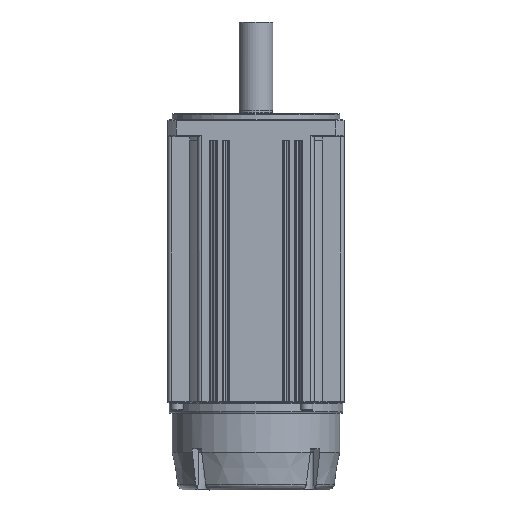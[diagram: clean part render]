
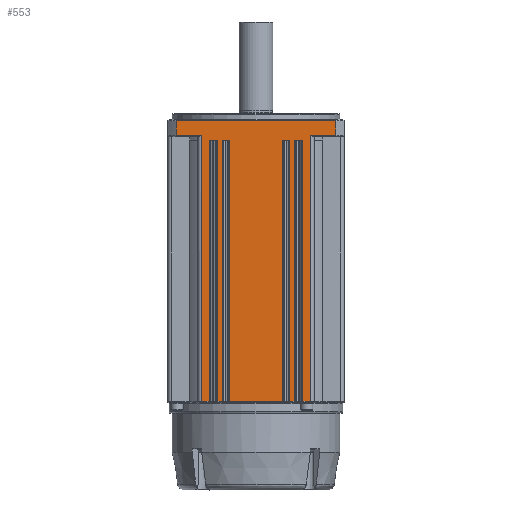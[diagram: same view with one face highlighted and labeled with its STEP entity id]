
A CAD part, left-side view. The second image highlights one B-rep face of the part: STEP entity #553.
In plain terms, the highlighted planar face has unit normal (-1, 0, 0).
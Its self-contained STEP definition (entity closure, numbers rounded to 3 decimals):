
#83=CARTESIAN_POINT('',(-50.,45.346,28.25));
#84=VERTEX_POINT('',#83);
#151=CARTESIAN_POINT('',(-50.,31.,28.25));
#152=VERTEX_POINT('',#151);
#166=CARTESIAN_POINT('',(-50.,31.,28.25));
#167=DIRECTION('',(0.,1.,0.));
#168=VECTOR('',#167,14.346);
#169=LINE('',#166,#168);
#170=EDGE_CURVE('',#152,#84,#169,.T.);
#350=CARTESIAN_POINT('',(-50.,31.,-122.7));
#351=VERTEX_POINT('',#350);
#359=CARTESIAN_POINT('',(-50.,31.,28.25));
#360=DIRECTION('',(0.,0.,-1.));
#361=VECTOR('',#360,150.95);
#362=LINE('',#359,#361);
#363=EDGE_CURVE('',#152,#351,#362,.T.);
#370=CARTESIAN_POINT('',(-50.,0.,-38.99));
#371=DIRECTION('',(0.,0.,1.));
#372=DIRECTION('',(-1.,0.,0.));
#373=AXIS2_PLACEMENT_3D('',#370,#372,#371);
#374=PLANE('',#373);
#375=CARTESIAN_POINT('',(-50.,-45.346,36.45));
#376=VERTEX_POINT('',#375);
#377=CARTESIAN_POINT('',(-50.,45.346,36.45));
#378=VERTEX_POINT('',#377);
#379=CARTESIAN_POINT('',(-50.,-45.346,36.45));
#380=DIRECTION('',(0.,1.,0.));
#381=VECTOR('',#380,90.692);
#382=LINE('',#379,#381);
#383=EDGE_CURVE('',#376,#378,#382,.T.);
#384=ORIENTED_EDGE('',*,*,#383,.T.);
#385=CARTESIAN_POINT('',(-50.,45.346,36.45));
#386=DIRECTION('',(0.,0.,-1.));
#387=VECTOR('',#386,8.2);
#388=LINE('',#385,#387);
#389=EDGE_CURVE('',#378,#84,#388,.T.);
#390=ORIENTED_EDGE('',*,*,#389,.T.);
#391=ORIENTED_EDGE('',*,*,#170,.F.);
#392=ORIENTED_EDGE('',*,*,#363,.T.);
#393=CARTESIAN_POINT('',(-50.,26.525,-122.7));
#394=VERTEX_POINT('',#393);
#395=CARTESIAN_POINT('',(-50.,26.525,-122.7));
#396=DIRECTION('',(0.,1.,0.));
#397=VECTOR('',#396,4.475);
#398=LINE('',#395,#397);
#399=EDGE_CURVE('',#394,#351,#398,.T.);
#400=ORIENTED_EDGE('',*,*,#399,.F.);
#401=CARTESIAN_POINT('',(-50.,26.525,25.45));
#402=VERTEX_POINT('',#401);
#403=CARTESIAN_POINT('',(-50.,26.525,25.45));
#404=DIRECTION('',(0.,0.,-1.));
#405=VECTOR('',#404,148.15);
#406=LINE('',#403,#405);
#407=EDGE_CURVE('',#402,#394,#406,.T.);
#408=ORIENTED_EDGE('',*,*,#407,.F.);
#409=CARTESIAN_POINT('',(-50.,21.671,25.45));
#410=VERTEX_POINT('',#409);
#411=CARTESIAN_POINT('',(-50.,26.525,25.45));
#412=DIRECTION('',(0.,-1.,0.));
#413=VECTOR('',#412,4.854);
#414=LINE('',#411,#413);
#415=EDGE_CURVE('',#402,#410,#414,.T.);
#416=ORIENTED_EDGE('',*,*,#415,.T.);
#417=CARTESIAN_POINT('',(-50.,21.671,-122.7));
#418=VERTEX_POINT('',#417);
#419=CARTESIAN_POINT('',(-50.,21.671,25.45));
#420=DIRECTION('',(0.,0.,-1.));
#421=VECTOR('',#420,148.15);
#422=LINE('',#419,#421);
#423=EDGE_CURVE('',#410,#418,#422,.T.);
#424=ORIENTED_EDGE('',*,*,#423,.T.);
#425=CARTESIAN_POINT('',(-50.,18.864,-122.7));
#426=VERTEX_POINT('',#425);
#427=CARTESIAN_POINT('',(-50.,18.864,-122.7));
#428=DIRECTION('',(0.,1.,0.));
#429=VECTOR('',#428,2.808);
#430=LINE('',#427,#429);
#431=EDGE_CURVE('',#426,#418,#430,.T.);
#432=ORIENTED_EDGE('',*,*,#431,.F.);
#433=CARTESIAN_POINT('',(-50.,18.864,25.45));
#434=VERTEX_POINT('',#433);
#435=CARTESIAN_POINT('',(-50.,18.864,25.45));
#436=DIRECTION('',(0.,0.,-1.));
#437=VECTOR('',#436,148.15);
#438=LINE('',#435,#437);
#439=EDGE_CURVE('',#434,#426,#438,.T.);
#440=ORIENTED_EDGE('',*,*,#439,.F.);
#441=CARTESIAN_POINT('',(-50.,15.185,25.45));
#442=VERTEX_POINT('',#441);
#443=CARTESIAN_POINT('',(-50.,18.864,25.45));
#444=DIRECTION('',(0.,-1.,0.));
#445=VECTOR('',#444,3.678);
#446=LINE('',#443,#445);
#447=EDGE_CURVE('',#434,#442,#446,.T.);
#448=ORIENTED_EDGE('',*,*,#447,.T.);
#449=CARTESIAN_POINT('',(-50.,15.185,-122.7));
#450=VERTEX_POINT('',#449);
#451=CARTESIAN_POINT('',(-50.,15.185,25.45));
#452=DIRECTION('',(0.,0.,-1.));
#453=VECTOR('',#452,148.15);
#454=LINE('',#451,#453);
#455=EDGE_CURVE('',#442,#450,#454,.T.);
#456=ORIENTED_EDGE('',*,*,#455,.T.);
#457=CARTESIAN_POINT('',(-50.,-15.185,-122.7));
#458=VERTEX_POINT('',#457);
#459=CARTESIAN_POINT('',(-50.,-15.185,-122.7));
#460=DIRECTION('',(0.,1.,0.));
#461=VECTOR('',#460,30.371);
#462=LINE('',#459,#461);
#463=EDGE_CURVE('',#458,#450,#462,.T.);
#464=ORIENTED_EDGE('',*,*,#463,.F.);
#465=CARTESIAN_POINT('',(-50.,-15.185,25.45));
#466=VERTEX_POINT('',#465);
#467=CARTESIAN_POINT('',(-50.,-15.185,25.45));
#468=DIRECTION('',(0.,0.,-1.));
#469=VECTOR('',#468,148.15);
#470=LINE('',#467,#469);
#471=EDGE_CURVE('',#466,#458,#470,.T.);
#472=ORIENTED_EDGE('',*,*,#471,.F.);
#473=CARTESIAN_POINT('',(-50.,-18.864,25.45));
#474=VERTEX_POINT('',#473);
#475=CARTESIAN_POINT('',(-50.,-15.185,25.45));
#476=DIRECTION('',(0.,-1.,0.));
#477=VECTOR('',#476,3.678);
#478=LINE('',#475,#477);
#479=EDGE_CURVE('',#466,#474,#478,.T.);
#480=ORIENTED_EDGE('',*,*,#479,.T.);
#481=CARTESIAN_POINT('',(-50.,-18.864,-122.7));
#482=VERTEX_POINT('',#481);
#483=CARTESIAN_POINT('',(-50.,-18.864,25.45));
#484=DIRECTION('',(0.,0.,-1.));
#485=VECTOR('',#484,148.15);
#486=LINE('',#483,#485);
#487=EDGE_CURVE('',#474,#482,#486,.T.);
#488=ORIENTED_EDGE('',*,*,#487,.T.);
#489=CARTESIAN_POINT('',(-50.,-21.671,-122.7));
#490=VERTEX_POINT('',#489);
#491=CARTESIAN_POINT('',(-50.,-21.671,-122.7));
#492=DIRECTION('',(0.,1.,0.));
#493=VECTOR('',#492,2.808);
#494=LINE('',#491,#493);
#495=EDGE_CURVE('',#490,#482,#494,.T.);
#496=ORIENTED_EDGE('',*,*,#495,.F.);
#497=CARTESIAN_POINT('',(-50.,-21.671,25.45));
#498=VERTEX_POINT('',#497);
#499=CARTESIAN_POINT('',(-50.,-21.671,25.45));
#500=DIRECTION('',(0.,0.,-1.));
#501=VECTOR('',#500,148.15);
#502=LINE('',#499,#501);
#503=EDGE_CURVE('',#498,#490,#502,.T.);
#504=ORIENTED_EDGE('',*,*,#503,.F.);
#505=CARTESIAN_POINT('',(-50.,-26.525,25.45));
#506=VERTEX_POINT('',#505);
#507=CARTESIAN_POINT('',(-50.,-21.671,25.45));
#508=DIRECTION('',(0.,-1.,0.));
#509=VECTOR('',#508,4.854);
#510=LINE('',#507,#509);
#511=EDGE_CURVE('',#498,#506,#510,.T.);
#512=ORIENTED_EDGE('',*,*,#511,.T.);
#513=CARTESIAN_POINT('',(-50.,-26.525,-122.7));
#514=VERTEX_POINT('',#513);
#515=CARTESIAN_POINT('',(-50.,-26.525,25.45));
#516=DIRECTION('',(0.,0.,-1.));
#517=VECTOR('',#516,148.15);
#518=LINE('',#515,#517);
#519=EDGE_CURVE('',#506,#514,#518,.T.);
#520=ORIENTED_EDGE('',*,*,#519,.T.);
#521=CARTESIAN_POINT('',(-50.,-31.,-122.7));
#522=VERTEX_POINT('',#521);
#523=CARTESIAN_POINT('',(-50.,-31.,-122.7));
#524=DIRECTION('',(0.,1.,0.));
#525=VECTOR('',#524,4.475);
#526=LINE('',#523,#525);
#527=EDGE_CURVE('',#522,#514,#526,.T.);
#528=ORIENTED_EDGE('',*,*,#527,.F.);
#529=CARTESIAN_POINT('',(-50.,-31.,28.25));
#530=VERTEX_POINT('',#529);
#531=CARTESIAN_POINT('',(-50.,-31.,28.25));
#532=DIRECTION('',(0.,0.,-1.));
#533=VECTOR('',#532,150.95);
#534=LINE('',#531,#533);
#535=EDGE_CURVE('',#530,#522,#534,.T.);
#536=ORIENTED_EDGE('',*,*,#535,.F.);
#537=CARTESIAN_POINT('',(-50.,-45.346,28.25));
#538=VERTEX_POINT('',#537);
#539=CARTESIAN_POINT('',(-50.,-31.,28.25));
#540=DIRECTION('',(0.,-1.,0.));
#541=VECTOR('',#540,14.346);
#542=LINE('',#539,#541);
#543=EDGE_CURVE('',#530,#538,#542,.T.);
#544=ORIENTED_EDGE('',*,*,#543,.T.);
#545=CARTESIAN_POINT('',(-50.,-45.346,28.25));
#546=DIRECTION('',(0.,0.,1.));
#547=VECTOR('',#546,8.2);
#548=LINE('',#545,#547);
#549=EDGE_CURVE('',#538,#376,#548,.T.);
#550=ORIENTED_EDGE('',*,*,#549,.T.);
#551=EDGE_LOOP('',(#384,#390,#391,#392,#400,#408,#416,#424,#432,#440,#448,#456,#464,#472,#480,#488,#496,#504,#512,#520,#528,#536,#544,#550));
#552=FACE_OUTER_BOUND('',#551,.T.);
#553=ADVANCED_FACE('',(#552),#374,.T.);
